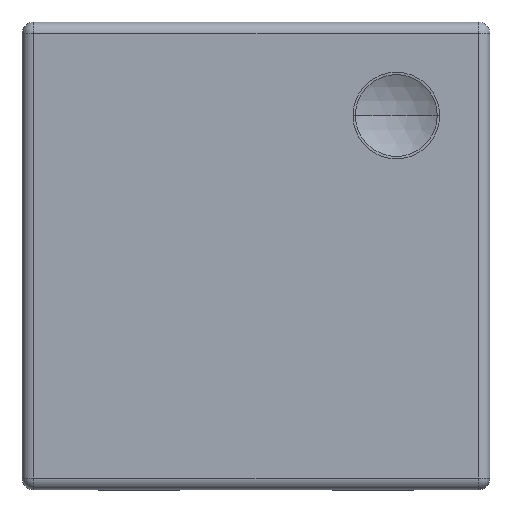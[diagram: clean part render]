
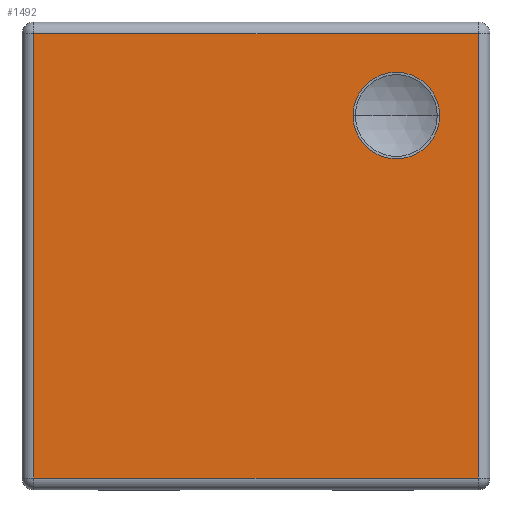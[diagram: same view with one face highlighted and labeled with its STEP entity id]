
A CAD part, top view. The second image highlights one B-rep face of the part: STEP entity #1492.
In plain terms, the highlighted planar face has unit normal (0, 0, 1).
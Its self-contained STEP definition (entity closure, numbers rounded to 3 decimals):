
#21 = PLANE ( 'NONE',  #710 ) ;
#35 = DIRECTION ( 'NONE',  ( 1., 0., 0. ) ) ;
#63 = EDGE_CURVE ( 'NONE', #2258, #1836, #745, .T. ) ;
#136 = CARTESIAN_POINT ( 'NONE',  ( -1., 0.95, 0.751 ) ) ;
#147 = EDGE_LOOP ( 'NONE', ( #794, #2115 ) ) ;
#157 = CARTESIAN_POINT ( 'NONE',  ( 0.785, 0.6, 0.751 ) ) ;
#181 = CARTESIAN_POINT ( 'NONE',  ( -0.95, -1., 0.751 ) ) ;
#215 = CARTESIAN_POINT ( 'NONE',  ( 0.95, 0.95, 0.751 ) ) ;
#311 = CARTESIAN_POINT ( 'NONE',  ( -0.95, -0.95, 0.751 ) ) ;
#366 = DIRECTION ( 'NONE',  ( 0., 0., -1. ) ) ;
#379 = EDGE_CURVE ( 'NONE', #1408, #2258, #2091, .T. ) ;
#409 = AXIS2_PLACEMENT_3D ( 'NONE', #1070, #2139, #1948 ) ;
#457 = DIRECTION ( 'NONE',  ( 1., 0., 0. ) ) ;
#526 = ORIENTED_EDGE ( 'NONE', *, *, #379, .T. ) ;
#644 = CARTESIAN_POINT ( 'NONE',  ( 0., 0., 0.751 ) ) ;
#695 = ORIENTED_EDGE ( 'NONE', *, *, #712, .T. ) ;
#710 = AXIS2_PLACEMENT_3D ( 'NONE', #644, #1495, #457 ) ;
#712 = EDGE_CURVE ( 'NONE', #2010, #1408, #1155, .T. ) ;
#733 = CIRCLE ( 'NONE', #409, 0.185 ) ;
#743 = VECTOR ( 'NONE', #1924, 1000. ) ;
#745 = LINE ( 'NONE', #1972, #1121 ) ;
#790 = VECTOR ( 'NONE', #806, 1000. ) ;
#794 = ORIENTED_EDGE ( 'NONE', *, *, #2122, .T. ) ;
#806 = DIRECTION ( 'NONE',  ( -1., 0., 0. ) ) ;
#813 = CARTESIAN_POINT ( 'NONE',  ( -0.95, 0.95, 0.751 ) ) ;
#891 = CARTESIAN_POINT ( 'NONE',  ( 0.415, 0.6, 0.751 ) ) ;
#951 = CARTESIAN_POINT ( 'NONE',  ( 0.95, -0.95, 0.751 ) ) ;
#957 = EDGE_CURVE ( 'NONE', #1836, #2010, #2259, .T. ) ;
#1011 = CARTESIAN_POINT ( 'NONE',  ( 0.95, 1., 0.751 ) ) ;
#1070 = CARTESIAN_POINT ( 'NONE',  ( 0.6, 0.6, 0.751 ) ) ;
#1094 = ORIENTED_EDGE ( 'NONE', *, *, #957, .T. ) ;
#1121 = VECTOR ( 'NONE', #35, 1000. ) ;
#1155 = LINE ( 'NONE', #136, #790 ) ;
#1361 = DIRECTION ( 'NONE',  ( 1., 0., 0. ) ) ;
#1408 = VERTEX_POINT ( 'NONE', #813 ) ;
#1492 = ADVANCED_FACE ( 'NONE', ( #1712, #1584 ), #21, .T. ) ;
#1495 = DIRECTION ( 'NONE',  ( 0., 0., 1. ) ) ;
#1584 = FACE_BOUND ( 'NONE', #147, .T. ) ;
#1652 = EDGE_CURVE ( 'NONE', #2107, #1682, #2128, .T. ) ;
#1682 = VERTEX_POINT ( 'NONE', #157 ) ;
#1712 = FACE_OUTER_BOUND ( 'NONE', #1791, .T. ) ;
#1714 = DIRECTION ( 'NONE',  ( 0., -1., 0. ) ) ;
#1791 = EDGE_LOOP ( 'NONE', ( #526, #1832, #1094, #695 ) ) ;
#1832 = ORIENTED_EDGE ( 'NONE', *, *, #63, .T. ) ;
#1836 = VERTEX_POINT ( 'NONE', #951 ) ;
#1924 = DIRECTION ( 'NONE',  ( 0., 1., 0. ) ) ;
#1948 = DIRECTION ( 'NONE',  ( 1., 0., 0. ) ) ;
#1972 = CARTESIAN_POINT ( 'NONE',  ( 1., -0.95, 0.751 ) ) ;
#2010 = VERTEX_POINT ( 'NONE', #215 ) ;
#2038 = VECTOR ( 'NONE', #1714, 1000. ) ;
#2068 = CARTESIAN_POINT ( 'NONE',  ( 0.6, 0.6, 0.751 ) ) ;
#2091 = LINE ( 'NONE', #181, #2038 ) ;
#2107 = VERTEX_POINT ( 'NONE', #891 ) ;
#2115 = ORIENTED_EDGE ( 'NONE', *, *, #1652, .T. ) ;
#2122 = EDGE_CURVE ( 'NONE', #1682, #2107, #733, .T. ) ;
#2128 = CIRCLE ( 'NONE', #2244, 0.185 ) ;
#2139 = DIRECTION ( 'NONE',  ( 0., 0., -1. ) ) ;
#2244 = AXIS2_PLACEMENT_3D ( 'NONE', #2068, #366, #1361 ) ;
#2258 = VERTEX_POINT ( 'NONE', #311 ) ;
#2259 = LINE ( 'NONE', #1011, #743 ) ;
